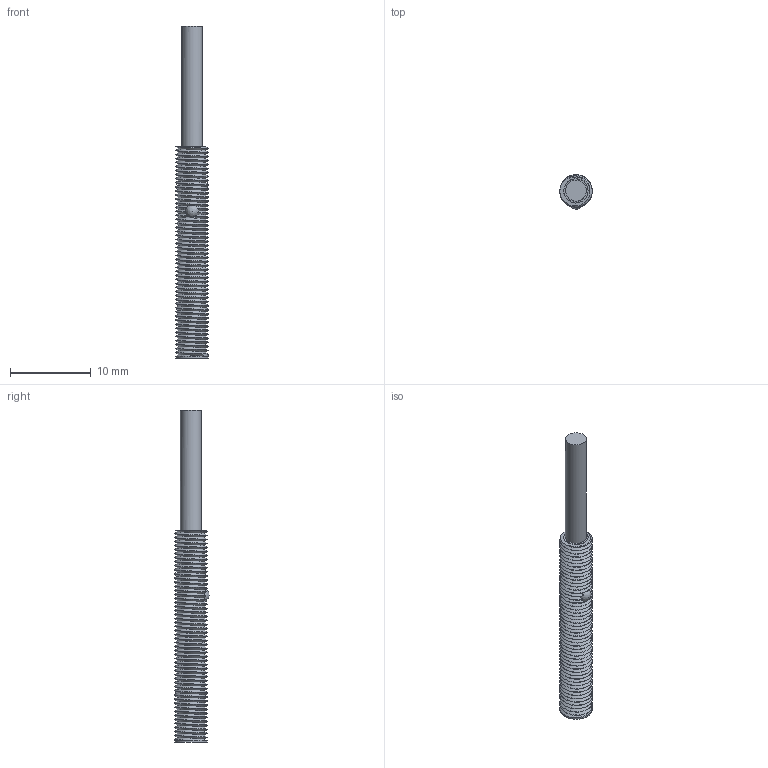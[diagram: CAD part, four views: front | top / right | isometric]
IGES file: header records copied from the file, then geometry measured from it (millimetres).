
Global section: file name: M4_B_KABEL_I1SF-M0401N-O3U2; native system: Autodesk Inventor 2021; preprocessor: unknown; author: S. Sandt; organization: di-soric GmbH & Co. KG; date: 20210811.112013; units: millimetre
Bounding box: 4 x 4.26 x 41.16 mm (x, y, z)
Volume: 186.6 mm3; surface area: 859.8 mm2
Topology: 1 solids, 1 shells, 37 faces, 105 edges, 72 vertices
Faces by surface type: bspline 37
